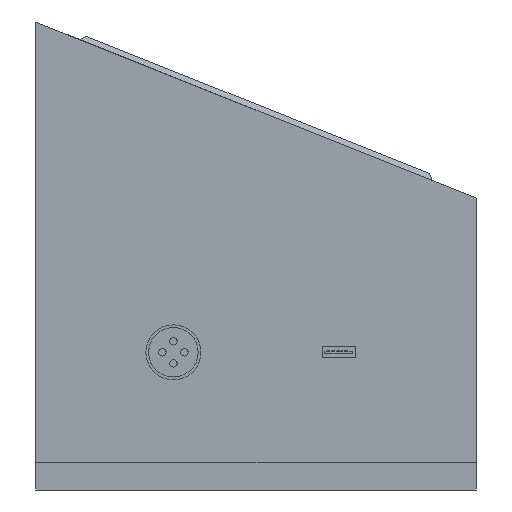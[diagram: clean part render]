
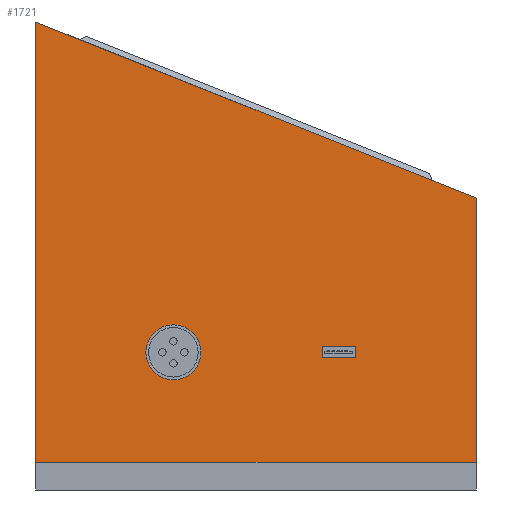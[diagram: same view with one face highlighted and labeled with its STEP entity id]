
A CAD part, left-side view. The second image highlights one B-rep face of the part: STEP entity #1721.
In plain terms, the highlighted planar face has unit normal (-1, 0, 0).
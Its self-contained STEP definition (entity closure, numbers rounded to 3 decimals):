
#30=CIRCLE('',#1837,5.);
#48=FACE_BOUND('',#242,.T.);
#49=FACE_BOUND('',#243,.T.);
#129=FACE_OUTER_BOUND('',#241,.T.);
#241=EDGE_LOOP('',(#1375,#1376,#1377,#1378));
#242=EDGE_LOOP('',(#1379,#1380,#1381,#1382));
#243=EDGE_LOOP('',(#1383));
#362=LINE('',#2503,#580);
#366=LINE('',#2511,#584);
#369=LINE('',#2517,#587);
#372=LINE('',#2522,#590);
#404=LINE('',#2619,#622);
#408=LINE('',#2627,#626);
#411=LINE('',#2633,#629);
#414=LINE('',#2638,#632);
#580=VECTOR('',#2030,10.);
#584=VECTOR('',#2036,10.);
#587=VECTOR('',#2041,10.);
#590=VECTOR('',#2046,10.);
#622=VECTOR('',#2148,10.);
#626=VECTOR('',#2154,10.);
#629=VECTOR('',#2159,10.);
#632=VECTOR('',#2164,10.);
#774=VERTEX_POINT('',#2501);
#775=VERTEX_POINT('',#2502);
#778=VERTEX_POINT('',#2510);
#780=VERTEX_POINT('',#2516);
#791=VERTEX_POINT('',#2556);
#810=VERTEX_POINT('',#2617);
#811=VERTEX_POINT('',#2618);
#814=VERTEX_POINT('',#2626);
#816=VERTEX_POINT('',#2632);
#950=EDGE_CURVE('',#774,#775,#362,.T.);
#954=EDGE_CURVE('',#778,#774,#366,.T.);
#957=EDGE_CURVE('',#780,#778,#369,.T.);
#960=EDGE_CURVE('',#775,#780,#372,.T.);
#976=EDGE_CURVE('',#791,#791,#30,.T.);
#1004=EDGE_CURVE('',#810,#811,#404,.T.);
#1008=EDGE_CURVE('',#811,#814,#408,.T.);
#1011=EDGE_CURVE('',#814,#816,#411,.T.);
#1014=EDGE_CURVE('',#810,#816,#414,.T.);
#1375=ORIENTED_EDGE('',*,*,#1014,.F.);
#1376=ORIENTED_EDGE('',*,*,#1004,.T.);
#1377=ORIENTED_EDGE('',*,*,#1008,.T.);
#1378=ORIENTED_EDGE('',*,*,#1011,.T.);
#1379=ORIENTED_EDGE('',*,*,#950,.T.);
#1380=ORIENTED_EDGE('',*,*,#960,.T.);
#1381=ORIENTED_EDGE('',*,*,#957,.T.);
#1382=ORIENTED_EDGE('',*,*,#954,.T.);
#1383=ORIENTED_EDGE('',*,*,#976,.T.);
#1618=PLANE('',#1857);
#1721=ADVANCED_FACE('',(#129,#48,#49),#1618,.F.);
#1837=AXIS2_PLACEMENT_3D('',#2558,#2091,#2092);
#1857=AXIS2_PLACEMENT_3D('',#2641,#2168,#2169);
#2030=DIRECTION('',(0.,0.,1.));
#2036=DIRECTION('',(0.,1.,0.));
#2041=DIRECTION('',(0.,0.,-1.));
#2046=DIRECTION('',(0.,-1.,0.));
#2091=DIRECTION('center_axis',(1.,0.,0.));
#2092=DIRECTION('ref_axis',(0.,-1.,0.));
#2148=DIRECTION('',(0.,0.928,0.371));
#2154=DIRECTION('',(0.,0.,-1.));
#2159=DIRECTION('',(0.,-1.,0.));
#2164=DIRECTION('',(0.,0.,-1.));
#2168=DIRECTION('center_axis',(1.,0.,0.));
#2169=DIRECTION('ref_axis',(0.,1.,0.));
#2501=CARTESIAN_POINT('',(0.,-12.,24.));
#2502=CARTESIAN_POINT('',(0.,-12.,26.));
#2503=CARTESIAN_POINT('',(0.,-12.,34.5));
#2510=CARTESIAN_POINT('',(0.,-18.,24.));
#2511=CARTESIAN_POINT('',(0.,-9.,24.));
#2516=CARTESIAN_POINT('',(0.,-18.,26.));
#2517=CARTESIAN_POINT('',(0.,-18.,35.5));
#2522=CARTESIAN_POINT('',(0.,-6.,26.));
#2556=CARTESIAN_POINT('',(0.,20.,25.));
#2558=CARTESIAN_POINT('Origin',(0.,15.,25.));
#2617=CARTESIAN_POINT('',(0.,-40.,53.));
#2618=CARTESIAN_POINT('',(0.,40.,85.));
#2619=CARTESIAN_POINT('',(0.,-40.,53.));
#2626=CARTESIAN_POINT('',(0.,40.,5.));
#2627=CARTESIAN_POINT('',(0.,40.,35.));
#2632=CARTESIAN_POINT('',(0.,-40.,5.));
#2633=CARTESIAN_POINT('',(0.,40.,5.));
#2638=CARTESIAN_POINT('',(0.,-40.,35.));
#2641=CARTESIAN_POINT('Origin',(0.,0.,45.));
